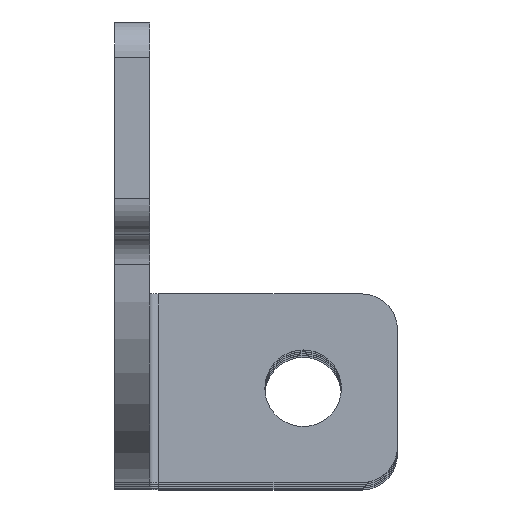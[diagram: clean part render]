
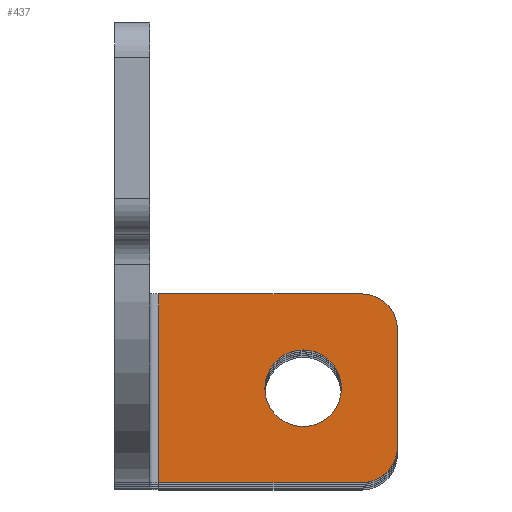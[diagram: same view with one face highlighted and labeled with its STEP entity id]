
A CAD part, top view. The second image highlights one B-rep face of the part: STEP entity #437.
In plain terms, the highlighted planar face has unit normal (0, 0, 1).
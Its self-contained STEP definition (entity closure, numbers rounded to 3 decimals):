
#48 = CIRCLE ( 'NONE', #3005, 3.25 ) ;
#50 = DIRECTION ( 'NONE',  ( 0., -1., 0. ) ) ;
#75 = CARTESIAN_POINT ( 'NONE',  ( 117.5, 119., 364. ) ) ;
#98 = CARTESIAN_POINT ( 'NONE',  ( 0., 0., 364. ) ) ;
#152 = CARTESIAN_POINT ( 'NONE',  ( 125.5, 114., 364. ) ) ;
#194 = VERTEX_POINT ( 'NONE', #3065 ) ;
#227 = CARTESIAN_POINT ( 'NONE',  ( 105.262, 127., 364. ) ) ;
#253 = DIRECTION ( 'NONE',  ( 0., 1., 0. ) ) ;
#297 = FACE_BOUND ( 'NONE', #1605, .T. ) ;
#373 = DIRECTION ( 'NONE',  ( 0., 0., 1. ) ) ;
#437 = ADVANCED_FACE ( 'NONE', ( #297, #3467 ), #2032, .T. ) ;
#484 = LINE ( 'NONE', #2845, #1622 ) ;
#507 = EDGE_CURVE ( 'NONE', #702, #3130, #48, .T. ) ;
#541 = EDGE_CURVE ( 'NONE', #1437, #1358, #1125, .T. ) ;
#560 = VERTEX_POINT ( 'NONE', #152 ) ;
#633 = EDGE_LOOP ( 'NONE', ( #1627, #953, #1495, #3582, #1842, #958 ) ) ;
#643 = CARTESIAN_POINT ( 'NONE',  ( 104.5, 111., 364. ) ) ;
#695 = CARTESIAN_POINT ( 'NONE',  ( 122.5, 127., 364. ) ) ;
#702 = VERTEX_POINT ( 'NONE', #3375 ) ;
#712 = DIRECTION ( 'NONE',  ( 0., -1., 0. ) ) ;
#783 = DIRECTION ( 'NONE',  ( 0., 0., 1. ) ) ;
#953 = ORIENTED_EDGE ( 'NONE', *, *, #2412, .T. ) ;
#958 = ORIENTED_EDGE ( 'NONE', *, *, #2492, .F. ) ;
#1068 = CIRCLE ( 'NONE', #3066, 3. ) ;
#1125 = CIRCLE ( 'NONE', #1423, 3. ) ;
#1210 = CARTESIAN_POINT ( 'NONE',  ( 125.5, 127., 364. ) ) ;
#1214 = DIRECTION ( 'NONE',  ( 0., 0., -1. ) ) ;
#1259 = CARTESIAN_POINT ( 'NONE',  ( 122.5, 124., 364. ) ) ;
#1300 = AXIS2_PLACEMENT_3D ( 'NONE', #75, #1214, #1543 ) ;
#1358 = VERTEX_POINT ( 'NONE', #695 ) ;
#1423 = AXIS2_PLACEMENT_3D ( 'NONE', #1259, #373, #2704 ) ;
#1437 = VERTEX_POINT ( 'NONE', #3286 ) ;
#1495 = ORIENTED_EDGE ( 'NONE', *, *, #3572, .F. ) ;
#1543 = DIRECTION ( 'NONE',  ( 0., -1., 0. ) ) ;
#1605 = EDGE_LOOP ( 'NONE', ( #1981, #3167 ) ) ;
#1622 = VECTOR ( 'NONE', #1691, 1000. ) ;
#1627 = ORIENTED_EDGE ( 'NONE', *, *, #2675, .F. ) ;
#1691 = DIRECTION ( 'NONE',  ( 0., -1., 0. ) ) ;
#1789 = AXIS2_PLACEMENT_3D ( 'NONE', #98, #2173, #1829 ) ;
#1829 = DIRECTION ( 'NONE',  ( 0., -1., 0. ) ) ;
#1842 = ORIENTED_EDGE ( 'NONE', *, *, #2590, .F. ) ;
#1916 = VECTOR ( 'NONE', #3256, 1000. ) ;
#1981 = ORIENTED_EDGE ( 'NONE', *, *, #507, .T. ) ;
#2032 = PLANE ( 'NONE',  #1789 ) ;
#2150 = DIRECTION ( 'NONE',  ( 0., 0., -1. ) ) ;
#2173 = DIRECTION ( 'NONE',  ( 0., 0., 1. ) ) ;
#2187 = EDGE_CURVE ( 'NONE', #3130, #702, #3416, .T. ) ;
#2221 = CARTESIAN_POINT ( 'NONE',  ( 122.5, 114., 364. ) ) ;
#2412 = EDGE_CURVE ( 'NONE', #194, #560, #1068, .T. ) ;
#2492 = EDGE_CURVE ( 'NONE', #3504, #3148, #2843, .T. ) ;
#2590 = EDGE_CURVE ( 'NONE', #3148, #1358, #3576, .T. ) ;
#2666 = CARTESIAN_POINT ( 'NONE',  ( 117.5, 119., 364. ) ) ;
#2675 = EDGE_CURVE ( 'NONE', #194, #3504, #3231, .T. ) ;
#2676 = DIRECTION ( 'NONE',  ( -1., 0., 0. ) ) ;
#2704 = DIRECTION ( 'NONE',  ( 0., -1., 0. ) ) ;
#2825 = VECTOR ( 'NONE', #2676, 1000. ) ;
#2843 = LINE ( 'NONE', #3157, #3237 ) ;
#2845 = CARTESIAN_POINT ( 'NONE',  ( 125.5, 111., 364. ) ) ;
#3005 = AXIS2_PLACEMENT_3D ( 'NONE', #2666, #2150, #712 ) ;
#3065 = CARTESIAN_POINT ( 'NONE',  ( 122.5, 111., 364. ) ) ;
#3066 = AXIS2_PLACEMENT_3D ( 'NONE', #2221, #783, #50 ) ;
#3130 = VERTEX_POINT ( 'NONE', #3147 ) ;
#3147 = CARTESIAN_POINT ( 'NONE',  ( 117.5, 115.75, 364. ) ) ;
#3148 = VERTEX_POINT ( 'NONE', #227 ) ;
#3157 = CARTESIAN_POINT ( 'NONE',  ( 105.262, 111., 364. ) ) ;
#3167 = ORIENTED_EDGE ( 'NONE', *, *, #2187, .T. ) ;
#3231 = LINE ( 'NONE', #643, #2825 ) ;
#3237 = VECTOR ( 'NONE', #253, 1000. ) ;
#3256 = DIRECTION ( 'NONE',  ( 1., 0., 0. ) ) ;
#3286 = CARTESIAN_POINT ( 'NONE',  ( 125.5, 124., 364. ) ) ;
#3375 = CARTESIAN_POINT ( 'NONE',  ( 117.5, 122.25, 364. ) ) ;
#3416 = CIRCLE ( 'NONE', #1300, 3.25 ) ;
#3467 = FACE_OUTER_BOUND ( 'NONE', #633, .T. ) ;
#3504 = VERTEX_POINT ( 'NONE', #3691 ) ;
#3572 = EDGE_CURVE ( 'NONE', #1437, #560, #484, .T. ) ;
#3576 = LINE ( 'NONE', #1210, #1916 ) ;
#3582 = ORIENTED_EDGE ( 'NONE', *, *, #541, .T. ) ;
#3691 = CARTESIAN_POINT ( 'NONE',  ( 105.262, 111., 364. ) ) ;
